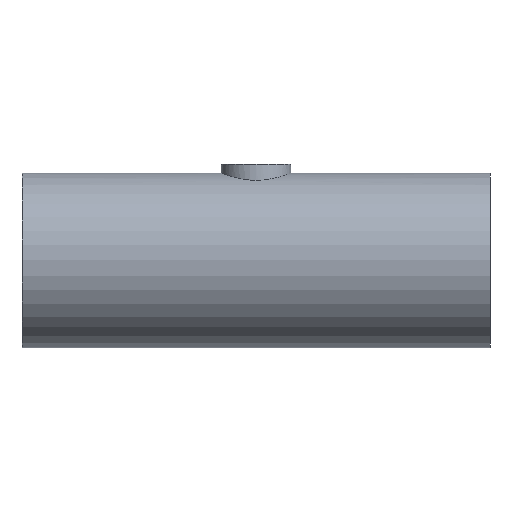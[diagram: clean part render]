
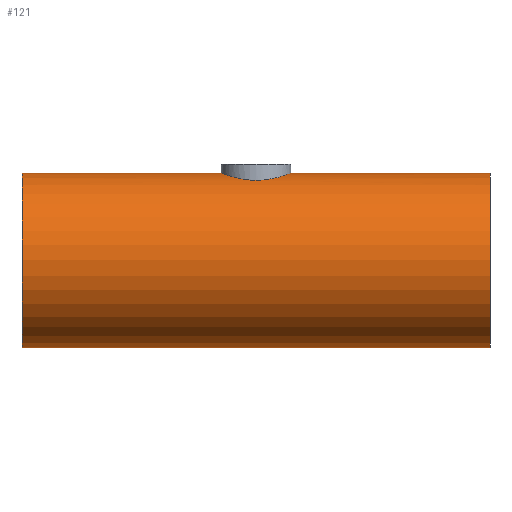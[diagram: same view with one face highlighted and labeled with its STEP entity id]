
A CAD part, front view. The second image highlights one B-rep face of the part: STEP entity #121.
In plain terms, the highlighted cylindrical face has radius 31.75 mm (diameter 63.5 mm), a full revolution.
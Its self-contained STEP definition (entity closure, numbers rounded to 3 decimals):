
#21=FACE_BOUND('',#39,.T.);
#28=FACE_OUTER_BOUND('',#38,.T.);
#38=EDGE_LOOP('',(#104,#105,#106,#107));
#39=EDGE_LOOP('',(#108,#109));
#46=CIRCLE('',#152,31.75);
#47=CIRCLE('',#154,31.75);
#51=LINE('',#302,#55);
#55=VECTOR('',#185,31.75);
#58=B_SPLINE_CURVE_WITH_KNOTS('',3,(#243,#244,#245,#246,#247,#248,#249,
#250,#251,#252,#253,#254,#255,#256),.UNSPECIFIED.,.F.,.F.,(4,2,2,2,2,2,
4),(0.,0.242,0.485,0.969,1.453,
1.695,1.937),.UNSPECIFIED.);
#59=B_SPLINE_CURVE_WITH_KNOTS('',3,(#257,#258,#259,#260,#261,#262,#263,
#264,#265,#266,#267,#268,#269,#270,#271,#272,#273,#274,#275,#276,#277,#278,
#279,#280,#281,#282,#283,#284,#285,#286,#287,#288,#289,#290,#291,#292,#293,
#294),.UNSPECIFIED.,.F.,.F.,(4,2,2,2,2,2,2,2,2,2,2,2,2,2,2,2,2,2,4),(1.937,
2.179,2.421,2.906,3.39,3.632,
3.875,4.117,4.359,4.844,5.328,
5.57,5.812,6.054,6.296,6.78,
7.265,7.507,7.749),.UNSPECIFIED.);
#66=VERTEX_POINT('',#240);
#67=VERTEX_POINT('',#242);
#68=VERTEX_POINT('',#297);
#69=VERTEX_POINT('',#300);
#79=EDGE_CURVE('',#67,#66,#58,.T.);
#80=EDGE_CURVE('',#66,#67,#59,.T.);
#81=EDGE_CURVE('',#68,#68,#46,.T.);
#82=EDGE_CURVE('',#69,#69,#47,.T.);
#83=EDGE_CURVE('',#69,#68,#51,.T.);
#104=ORIENTED_EDGE('',*,*,#82,.F.);
#105=ORIENTED_EDGE('',*,*,#83,.T.);
#106=ORIENTED_EDGE('',*,*,#81,.F.);
#107=ORIENTED_EDGE('',*,*,#83,.F.);
#108=ORIENTED_EDGE('',*,*,#79,.T.);
#109=ORIENTED_EDGE('',*,*,#80,.T.);
#115=CYLINDRICAL_SURFACE('',#153,31.75);
#121=ADVANCED_FACE('',(#28,#21),#115,.T.);
#152=AXIS2_PLACEMENT_3D('',#298,#179,#180);
#153=AXIS2_PLACEMENT_3D('',#299,#181,#182);
#154=AXIS2_PLACEMENT_3D('',#301,#183,#184);
#179=DIRECTION('center_axis',(-1.,0.,0.));
#180=DIRECTION('ref_axis',(0.,1.,0.));
#181=DIRECTION('center_axis',(1.,0.,0.));
#182=DIRECTION('ref_axis',(0.,1.,0.));
#183=DIRECTION('center_axis',(1.,0.,0.));
#184=DIRECTION('ref_axis',(0.,1.,0.));
#185=DIRECTION('',(-1.,0.,0.));
#240=CARTESIAN_POINT('',(-12.7,0.,31.75));
#242=CARTESIAN_POINT('',(0.,-12.7,29.099));
#243=CARTESIAN_POINT('Ctrl Pts',(0.,-12.7,29.099));
#244=CARTESIAN_POINT('Ctrl Pts',(-0.808,-12.7,29.099));
#245=CARTESIAN_POINT('Ctrl Pts',(-1.639,-12.622,29.134));
#246=CARTESIAN_POINT('Ctrl Pts',(-3.288,-12.296,29.273));
#247=CARTESIAN_POINT('Ctrl Pts',(-4.104,-12.048,29.377));
#248=CARTESIAN_POINT('Ctrl Pts',(-6.446,-11.072,29.765));
#249=CARTESIAN_POINT('Ctrl Pts',(-7.862,-10.098,30.124));
#250=CARTESIAN_POINT('Ctrl Pts',(-10.097,-7.863,30.783));
#251=CARTESIAN_POINT('Ctrl Pts',(-11.072,-6.447,31.129));
#252=CARTESIAN_POINT('Ctrl Pts',(-12.048,-4.104,31.494));
#253=CARTESIAN_POINT('Ctrl Pts',(-12.296,-3.287,31.59));
#254=CARTESIAN_POINT('Ctrl Pts',(-12.622,-1.638,31.718));
#255=CARTESIAN_POINT('Ctrl Pts',(-12.7,-0.807,31.75));
#256=CARTESIAN_POINT('Ctrl Pts',(-12.7,0.,31.75));
#257=CARTESIAN_POINT('Ctrl Pts',(-12.7,0.,31.75));
#258=CARTESIAN_POINT('Ctrl Pts',(-12.7,0.807,31.75));
#259=CARTESIAN_POINT('Ctrl Pts',(-12.622,1.638,31.718));
#260=CARTESIAN_POINT('Ctrl Pts',(-12.296,3.287,31.59));
#261=CARTESIAN_POINT('Ctrl Pts',(-12.048,4.104,31.494));
#262=CARTESIAN_POINT('Ctrl Pts',(-11.072,6.447,31.129));
#263=CARTESIAN_POINT('Ctrl Pts',(-10.097,7.863,30.783));
#264=CARTESIAN_POINT('Ctrl Pts',(-7.862,10.098,30.124));
#265=CARTESIAN_POINT('Ctrl Pts',(-6.446,11.072,29.765));
#266=CARTESIAN_POINT('Ctrl Pts',(-4.104,12.048,29.377));
#267=CARTESIAN_POINT('Ctrl Pts',(-3.288,12.296,29.273));
#268=CARTESIAN_POINT('Ctrl Pts',(-1.639,12.622,29.134));
#269=CARTESIAN_POINT('Ctrl Pts',(-0.808,12.7,29.099));
#270=CARTESIAN_POINT('Ctrl Pts',(0.808,12.7,29.099));
#271=CARTESIAN_POINT('Ctrl Pts',(1.639,12.622,29.134));
#272=CARTESIAN_POINT('Ctrl Pts',(3.288,12.296,29.273));
#273=CARTESIAN_POINT('Ctrl Pts',(4.104,12.048,29.377));
#274=CARTESIAN_POINT('Ctrl Pts',(6.446,11.072,29.765));
#275=CARTESIAN_POINT('Ctrl Pts',(7.862,10.098,30.124));
#276=CARTESIAN_POINT('Ctrl Pts',(10.097,7.863,30.783));
#277=CARTESIAN_POINT('Ctrl Pts',(11.072,6.447,31.129));
#278=CARTESIAN_POINT('Ctrl Pts',(12.048,4.104,31.494));
#279=CARTESIAN_POINT('Ctrl Pts',(12.296,3.287,31.59));
#280=CARTESIAN_POINT('Ctrl Pts',(12.622,1.638,31.718));
#281=CARTESIAN_POINT('Ctrl Pts',(12.7,0.807,31.75));
#282=CARTESIAN_POINT('Ctrl Pts',(12.7,-0.807,31.75));
#283=CARTESIAN_POINT('Ctrl Pts',(12.622,-1.638,31.718));
#284=CARTESIAN_POINT('Ctrl Pts',(12.296,-3.287,31.59));
#285=CARTESIAN_POINT('Ctrl Pts',(12.048,-4.104,31.494));
#286=CARTESIAN_POINT('Ctrl Pts',(11.072,-6.447,31.129));
#287=CARTESIAN_POINT('Ctrl Pts',(10.097,-7.863,30.783));
#288=CARTESIAN_POINT('Ctrl Pts',(7.862,-10.098,30.124));
#289=CARTESIAN_POINT('Ctrl Pts',(6.446,-11.072,29.765));
#290=CARTESIAN_POINT('Ctrl Pts',(4.104,-12.048,29.377));
#291=CARTESIAN_POINT('Ctrl Pts',(3.288,-12.296,29.273));
#292=CARTESIAN_POINT('Ctrl Pts',(1.639,-12.622,29.134));
#293=CARTESIAN_POINT('Ctrl Pts',(0.808,-12.7,29.099));
#294=CARTESIAN_POINT('Ctrl Pts',(0.,-12.7,29.099));
#297=CARTESIAN_POINT('',(-85.,-31.75,0.));
#298=CARTESIAN_POINT('Origin',(-85.,0.,0.));
#299=CARTESIAN_POINT('Origin',(0.,0.,0.));
#300=CARTESIAN_POINT('',(85.,-31.75,0.));
#301=CARTESIAN_POINT('Origin',(85.,0.,0.));
#302=CARTESIAN_POINT('',(0.,-31.75,0.));
